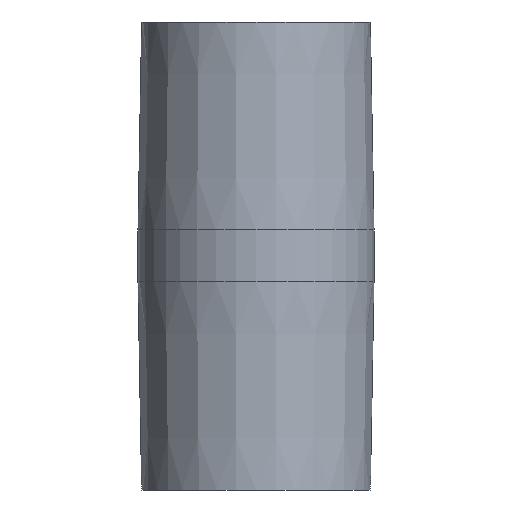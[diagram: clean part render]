
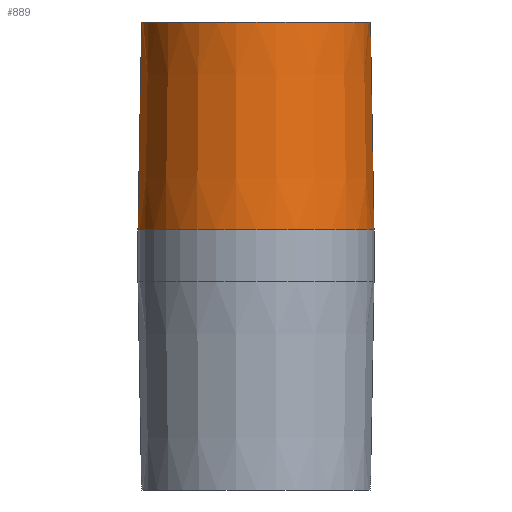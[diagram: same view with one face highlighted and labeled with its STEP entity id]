
A CAD part, front view. The second image highlights one B-rep face of the part: STEP entity #889.
In plain terms, the highlighted conical face has half-angle 1 degrees and reference radius 11.349 mm.
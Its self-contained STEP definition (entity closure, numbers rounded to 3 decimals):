
#19 = CARTESIAN_POINT ( 'NONE',  ( 11.349, 0., 2.5 ) ) ;
#400 = CIRCLE ( 'NONE', #5708, 11. ) ;
#476 = VERTEX_POINT ( 'NONE', #8206 ) ;
#668 = CARTESIAN_POINT ( 'NONE',  ( 0., 0., 2.5 ) ) ;
#772 = VECTOR ( 'NONE', #1752, 1000. ) ;
#889 = ADVANCED_FACE ( 'NONE', ( #6168 ), #902, .T. ) ;
#902 = CONICAL_SURFACE ( 'NONE', #6485, 11.349, 0.017 ) ;
#1092 = LINE ( 'NONE', #4002, #1658 ) ;
#1394 = EDGE_CURVE ( 'NONE', #476, #5110, #400, .T. ) ;
#1408 = EDGE_CURVE ( 'NONE', #5110, #7771, #1092, .T. ) ;
#1658 = VECTOR ( 'NONE', #6859, 1000. ) ;
#1752 = DIRECTION ( 'NONE',  ( -0.017, 0., -1. ) ) ;
#1816 = CARTESIAN_POINT ( 'NONE',  ( 0., 0., 22.5 ) ) ;
#1940 = AXIS2_PLACEMENT_3D ( 'NONE', #668, #3578, #6439 ) ;
#2371 = CARTESIAN_POINT ( 'NONE',  ( 11., 0., 22.5 ) ) ;
#2594 = DIRECTION ( 'NONE',  ( 0., 0., -1. ) ) ;
#3578 = DIRECTION ( 'NONE',  ( 0., 0., 1. ) ) ;
#4002 = CARTESIAN_POINT ( 'NONE',  ( 11.349, 0., 2.5 ) ) ;
#4693 = DIRECTION ( 'NONE',  ( 0., 0., 1. ) ) ;
#5110 = VERTEX_POINT ( 'NONE', #2371 ) ;
#5340 = LINE ( 'NONE', #8209, #772 ) ;
#5466 = DIRECTION ( 'NONE',  ( -1., 0., 0. ) ) ;
#5708 = AXIS2_PLACEMENT_3D ( 'NONE', #1816, #4693, #7565 ) ;
#6021 = CIRCLE ( 'NONE', #1940, 11.349 ) ;
#6074 = EDGE_CURVE ( 'NONE', #6106, #7771, #6021, .T. ) ;
#6106 = VERTEX_POINT ( 'NONE', #7942 ) ;
#6168 = FACE_OUTER_BOUND ( 'NONE', #7883, .T. ) ;
#6439 = DIRECTION ( 'NONE',  ( 1., 0., 0. ) ) ;
#6485 = AXIS2_PLACEMENT_3D ( 'NONE', #9031, #2594, #5466 ) ;
#6859 = DIRECTION ( 'NONE',  ( 0.017, 0., -1. ) ) ;
#7000 = ORIENTED_EDGE ( 'NONE', *, *, #6074, .T. ) ;
#7143 = ORIENTED_EDGE ( 'NONE', *, *, #9207, .T. ) ;
#7191 = ORIENTED_EDGE ( 'NONE', *, *, #1394, .F. ) ;
#7323 = ORIENTED_EDGE ( 'NONE', *, *, #1408, .F. ) ;
#7565 = DIRECTION ( 'NONE',  ( 1., 0., 0. ) ) ;
#7771 = VERTEX_POINT ( 'NONE', #19 ) ;
#7883 = EDGE_LOOP ( 'NONE', ( #7323, #7191, #7143, #7000 ) ) ;
#7942 = CARTESIAN_POINT ( 'NONE',  ( -11.349, 0., 2.5 ) ) ;
#8206 = CARTESIAN_POINT ( 'NONE',  ( -11., 0., 22.5 ) ) ;
#8209 = CARTESIAN_POINT ( 'NONE',  ( -11.349, 0., 2.5 ) ) ;
#9031 = CARTESIAN_POINT ( 'NONE',  ( 0., 0., 2.5 ) ) ;
#9207 = EDGE_CURVE ( 'NONE', #476, #6106, #5340, .T. ) ;
